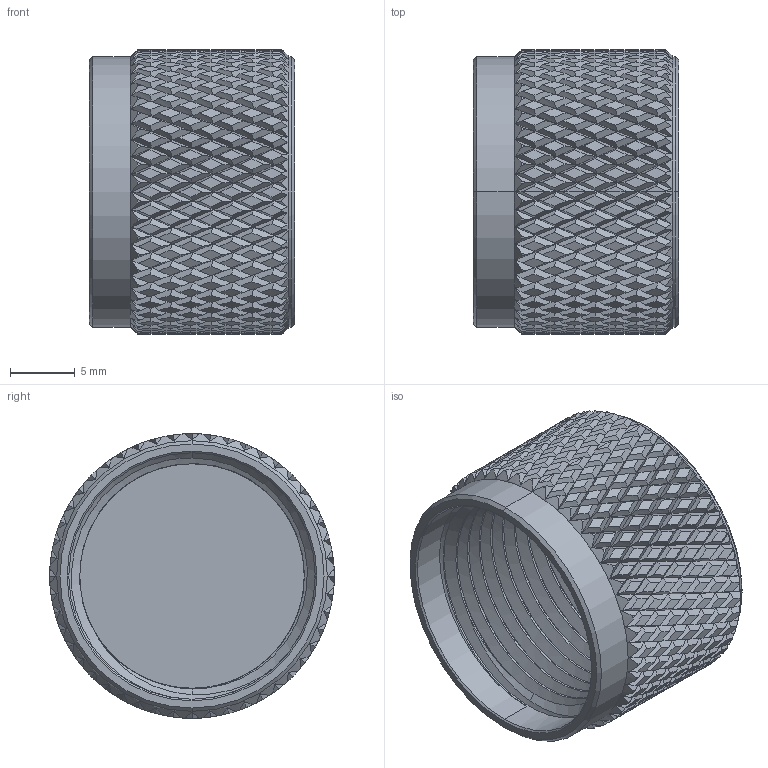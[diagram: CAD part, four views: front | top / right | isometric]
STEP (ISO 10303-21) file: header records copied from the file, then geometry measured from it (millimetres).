
FILE_DESCRIPTION (( 'STEP AP203' ), '1' );
FILE_NAME ('PE6113.step', '2019-09-24T14:07:50', ( '' ), ( '' ), 'SwSTEP 2.0', 'SolidWorks 2018', '' );
FILE_SCHEMA (( 'CONFIG_CONTROL_DESIGN' ));
Length unit declared in the file: inch
Products named in the file (1): PE6113
Bounding box: 15.88 x 22 x 22 mm (x, y, z)
Volume: 1862 mm3; surface area: 3629.5 mm2
Topology: 1 solids, 1 shells, 2208 faces, 4672 edges, 2467 vertices
Faces by surface type: bspline 1731, cylinder 461, cone 13, plane 3
Entity records: 96569 total; most frequent: CARTESIAN_POINT 68658, ORIENTED_EDGE 9344, EDGE_CURVE 4672, VERTEX_POINT 2467, EDGE_LOOP 2209, FACE_OUTER_BOUND 2208, ADVANCED_FACE 2208, B_SPLINE_CURVE_WITH_KNOTS 2025
